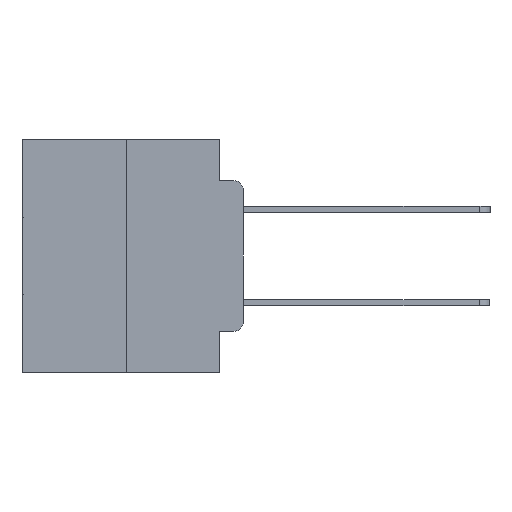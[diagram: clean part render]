
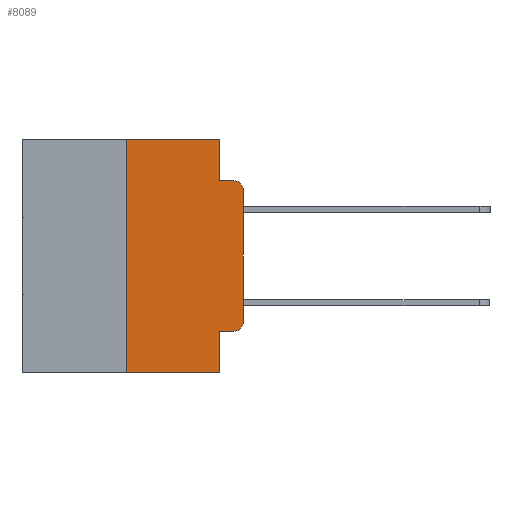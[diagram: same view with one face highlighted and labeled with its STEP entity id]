
A CAD part, left-side view. The second image highlights one B-rep face of the part: STEP entity #8089.
In plain terms, the highlighted planar face has unit normal (-1, 0, 0).
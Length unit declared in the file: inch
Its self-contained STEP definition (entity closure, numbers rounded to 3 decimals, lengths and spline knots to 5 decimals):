
#60 = ORIENTED_EDGE ( 'NONE', *, *, #7323, .F. ) ;
#90 = PLANE ( 'NONE',  #23180 ) ;
#171 = CARTESIAN_POINT ( 'NONE',  ( 0., 0.051, 0. ) ) ;
#276 = VERTEX_POINT ( 'NONE', #22239 ) ;
#1072 = DIRECTION ( 'NONE',  ( 0., 0., -1. ) ) ;
#1787 = FACE_OUTER_BOUND ( 'NONE', #10643, .T. ) ;
#2010 = CARTESIAN_POINT ( 'NONE',  ( 0., 0.051, -0.0885 ) ) ;
#2155 = ORIENTED_EDGE ( 'NONE', *, *, #22247, .T. ) ;
#2366 = CARTESIAN_POINT ( 'NONE',  ( 0., 0.473, 0. ) ) ;
#2393 = LINE ( 'NONE', #2366, #18230 ) ;
#2516 = CARTESIAN_POINT ( 'NONE',  ( 0., 0.02, -0.1085 ) ) ;
#2586 = VECTOR ( 'NONE', #8744, 39.37008 ) ;
#3596 = LINE ( 'NONE', #18709, #24895 ) ;
#4364 = ORIENTED_EDGE ( 'NONE', *, *, #5873, .T. ) ;
#4425 = EDGE_CURVE ( 'NONE', #276, #17133, #24101, .T. ) ;
#4623 = VECTOR ( 'NONE', #1072, 39.37008 ) ;
#4654 = DIRECTION ( 'NONE',  ( 0., 0., -1. ) ) ;
#4772 = ORIENTED_EDGE ( 'NONE', *, *, #19285, .T. ) ;
#4781 = DIRECTION ( 'NONE',  ( 0., 0., -1. ) ) ;
#4996 = CARTESIAN_POINT ( 'NONE',  ( 0., 0., -0.3915 ) ) ;
#5088 = DIRECTION ( 'NONE',  ( 0., 0., 1. ) ) ;
#5873 = EDGE_CURVE ( 'NONE', #6860, #15520, #26948, .T. ) ;
#6357 = CARTESIAN_POINT ( 'NONE',  ( 0., 0.25, 0. ) ) ;
#6860 = VERTEX_POINT ( 'NONE', #8807 ) ;
#7323 = EDGE_CURVE ( 'NONE', #19254, #24966, #3596, .T. ) ;
#7516 = CARTESIAN_POINT ( 'NONE',  ( 0., 0.02, -0.3915 ) ) ;
#7667 = ORIENTED_EDGE ( 'NONE', *, *, #24877, .F. ) ;
#8089 = ADVANCED_FACE ( 'NONE', ( #1787 ), #90, .F. ) ;
#8744 = DIRECTION ( 'NONE',  ( 0., -1., 0. ) ) ;
#8807 = CARTESIAN_POINT ( 'NONE',  ( 0., 0.02, -0.4115 ) ) ;
#8909 = DIRECTION ( 'NONE',  ( 0., 0., 1. ) ) ;
#9112 = VERTEX_POINT ( 'NONE', #24539 ) ;
#9361 = CARTESIAN_POINT ( 'NONE',  ( 0., 0., 0. ) ) ;
#9694 = DIRECTION ( 'NONE',  ( 0., 0., -1. ) ) ;
#10383 = LINE ( 'NONE', #11988, #4623 ) ;
#10473 = DIRECTION ( 'NONE',  ( 0., -1., 0. ) ) ;
#10643 = EDGE_LOOP ( 'NONE', ( #4772, #27031, #7667, #24105, #22147, #21193, #2155, #60, #18770, #4364 ) ) ;
#10706 = LINE ( 'NONE', #9361, #26169 ) ;
#11213 = VECTOR ( 'NONE', #21114, 39.37008 ) ;
#11988 = CARTESIAN_POINT ( 'NONE',  ( 0., 0.051, 0. ) ) ;
#12977 = CARTESIAN_POINT ( 'NONE',  ( 0., 0.051, -0.5 ) ) ;
#13569 = VERTEX_POINT ( 'NONE', #171 ) ;
#14638 = DIRECTION ( 'NONE',  ( 0., 0., -1. ) ) ;
#14666 = AXIS2_PLACEMENT_3D ( 'NONE', #7516, #22360, #9694 ) ;
#14704 = VERTEX_POINT ( 'NONE', #2010 ) ;
#15252 = VERTEX_POINT ( 'NONE', #23529 ) ;
#15335 = CARTESIAN_POINT ( 'NONE',  ( 0., 0.473, 0. ) ) ;
#15339 = EDGE_CURVE ( 'NONE', #17133, #13569, #2393, .T. ) ;
#15520 = VERTEX_POINT ( 'NONE', #4996 ) ;
#17133 = VERTEX_POINT ( 'NONE', #6357 ) ;
#17473 = DIRECTION ( 'NONE',  ( 1., 0., 0. ) ) ;
#17593 = DIRECTION ( 'NONE',  ( -1., 0., 0. ) ) ;
#17809 = CARTESIAN_POINT ( 'NONE',  ( 0., 0.051, -0.4115 ) ) ;
#18230 = VECTOR ( 'NONE', #23783, 39.37008 ) ;
#18549 = VECTOR ( 'NONE', #8909, 39.37008 ) ;
#18709 = CARTESIAN_POINT ( 'NONE',  ( 0., 0.051, 0. ) ) ;
#18770 = ORIENTED_EDGE ( 'NONE', *, *, #26260, .T. ) ;
#19254 = VERTEX_POINT ( 'NONE', #17809 ) ;
#19255 = CIRCLE ( 'NONE', #27054, 0.02 ) ;
#19285 = EDGE_CURVE ( 'NONE', #15520, #15252, #10706, .T. ) ;
#20682 = EDGE_CURVE ( 'NONE', #15252, #9112, #19255, .T. ) ;
#21032 = CARTESIAN_POINT ( 'NONE',  ( 0., 0.473, -0.5 ) ) ;
#21114 = DIRECTION ( 'NONE',  ( 0., -1., 0. ) ) ;
#21193 = ORIENTED_EDGE ( 'NONE', *, *, #4425, .F. ) ;
#21433 = CARTESIAN_POINT ( 'NONE',  ( 0., 0.051, -0.4115 ) ) ;
#21936 = LINE ( 'NONE', #21032, #26827 ) ;
#22077 = EDGE_CURVE ( 'NONE', #13569, #14704, #10383, .T. ) ;
#22147 = ORIENTED_EDGE ( 'NONE', *, *, #15339, .F. ) ;
#22239 = CARTESIAN_POINT ( 'NONE',  ( 0., 0.25, -0.5 ) ) ;
#22247 = EDGE_CURVE ( 'NONE', #276, #24966, #21936, .T. ) ;
#22360 = DIRECTION ( 'NONE',  ( -1., 0., 0. ) ) ;
#22460 = LINE ( 'NONE', #27360, #11213 ) ;
#23180 = AXIS2_PLACEMENT_3D ( 'NONE', #15335, #17473, #4654 ) ;
#23529 = CARTESIAN_POINT ( 'NONE',  ( 0., 0., -0.1085 ) ) ;
#23783 = DIRECTION ( 'NONE',  ( 0., -1., 0. ) ) ;
#24101 = LINE ( 'NONE', #25199, #18549 ) ;
#24105 = ORIENTED_EDGE ( 'NONE', *, *, #22077, .F. ) ;
#24539 = CARTESIAN_POINT ( 'NONE',  ( 0., 0.02, -0.0885 ) ) ;
#24877 = EDGE_CURVE ( 'NONE', #14704, #9112, #22460, .T. ) ;
#24895 = VECTOR ( 'NONE', #14638, 39.37008 ) ;
#24966 = VERTEX_POINT ( 'NONE', #12977 ) ;
#25199 = CARTESIAN_POINT ( 'NONE',  ( 0., 0.25, 0. ) ) ;
#25288 = LINE ( 'NONE', #21433, #2586 ) ;
#26169 = VECTOR ( 'NONE', #5088, 39.37008 ) ;
#26260 = EDGE_CURVE ( 'NONE', #19254, #6860, #25288, .T. ) ;
#26827 = VECTOR ( 'NONE', #10473, 39.37008 ) ;
#26948 = CIRCLE ( 'NONE', #14666, 0.02 ) ;
#27031 = ORIENTED_EDGE ( 'NONE', *, *, #20682, .T. ) ;
#27054 = AXIS2_PLACEMENT_3D ( 'NONE', #2516, #17593, #4781 ) ;
#27360 = CARTESIAN_POINT ( 'NONE',  ( 0., 0.051, -0.0885 ) ) ;
